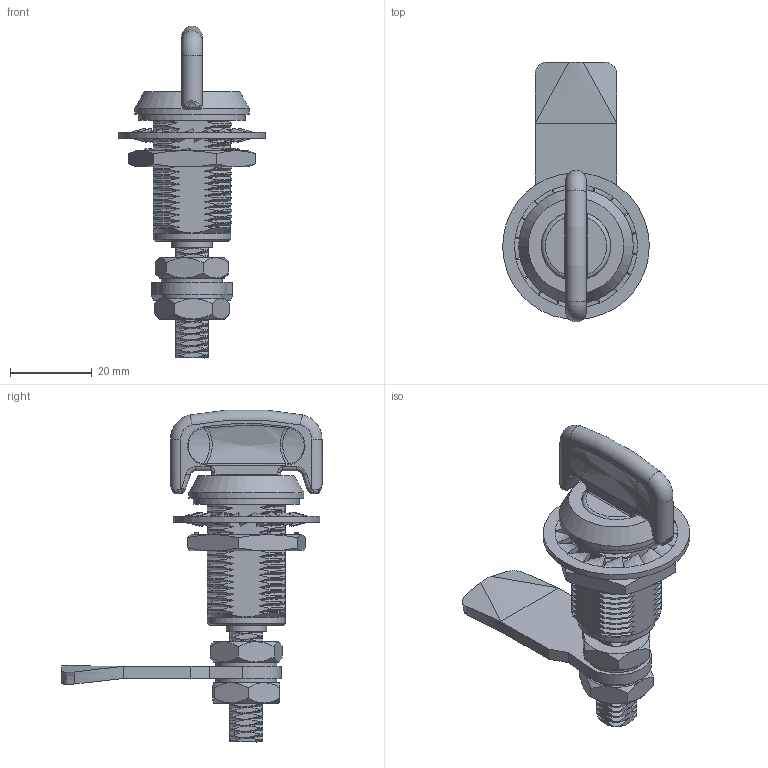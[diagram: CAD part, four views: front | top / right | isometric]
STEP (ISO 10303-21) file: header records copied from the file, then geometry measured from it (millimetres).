
FILE_DESCRIPTION(/* description */ (''),/* implementation_level */ '2;1');
FILE_NAME(/* name */ 'KCS-1450B.stp',/* time_stamp */ '2024-03-13T14:18:12+09:00',/* author */ ('user'),/* organization */ (''),/* preprocessor_version */ 'ST-DEVELOPER v15.6',/* originating_system */ 'Autodesk Inventor 2015',/* authorisation */ '');
FILE_SCHEMA (('AUTOMOTIVE_DESIGN { 1 0 10303 214 3 1 1 }'));
Products named in the file (10): 몸체; 코어(노브); 샤프트; 너트-몸체; 너트-샤프트; 와샤-톱니-몸체; 와샤-톱니-샤프트; 패킹; WS1B4500; KCS-1450B
Bounding box: 35.77 x 63.5 x 81.05 mm (x, y, z)
Volume: 21628.7 mm3; surface area: 20752.4 mm2
Topology: 11 solids, 11 shells, 955 faces, 2572 edges, 1648 vertices
Faces by surface type: bspline 367, cylinder 288, plane 245, cone 36, torus 15, sphere 4
Full cylindrical faces by diameter (mm): 8.8 x2, 9.9 x1, 10.1 x1, 13.5 x1, 13.6 x1, 14.3 x1, 14.96 x2, 16.9 x3, 17 x1, 19 x1, 21.2 x1, 26 x1, 28 x1, 35.8 x1
Entity records: 84923 total; most frequent: CARTESIAN_POINT 66403, ORIENTED_EDGE 4600, DIRECTION 2503, EDGE_CURVE 2300, VERTEX_POINT 1493, B_SPLINE_CURVE_WITH_KNOTS 1224, EDGE_LOOP 927, AXIS2_PLACEMENT_3D 912
